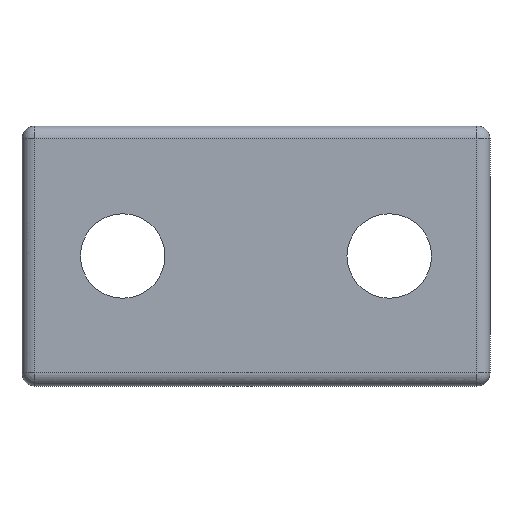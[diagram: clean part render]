
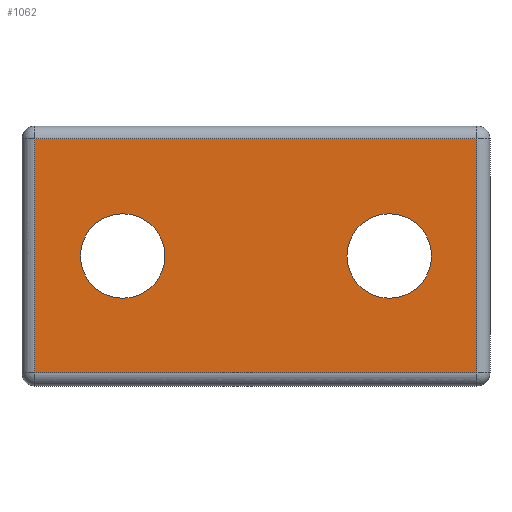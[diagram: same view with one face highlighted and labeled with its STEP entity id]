
A CAD part, front view. The second image highlights one B-rep face of the part: STEP entity #1062.
In plain terms, the highlighted planar face has unit normal (0, -1, 0).
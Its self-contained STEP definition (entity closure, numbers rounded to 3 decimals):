
#29=FACE_BOUND('',#403,.T.);
#30=FACE_BOUND('',#404,.T.);
#54=PLANE('',#1205);
#127=LINE('',#1819,#211);
#129=LINE('',#1822,#213);
#131=LINE('',#1825,#215);
#135=LINE('',#1831,#219);
#211=VECTOR('',#1512,10.);
#213=VECTOR('',#1516,10.);
#215=VECTOR('',#1520,10.);
#219=VECTOR('',#1528,10.);
#320=FACE_OUTER_BOUND('',#402,.T.);
#402=EDGE_LOOP('',(#965,#966,#967,#968));
#403=EDGE_LOOP('',(#969));
#404=EDGE_LOOP('',(#970));
#465=CIRCLE('',#1206,1.625);
#466=CIRCLE('',#1207,1.625);
#520=VERTEX_POINT('',#1743);
#523=VERTEX_POINT('',#1750);
#529=VERTEX_POINT('',#1764);
#535=VERTEX_POINT('',#1784);
#545=VERTEX_POINT('',#1843);
#546=VERTEX_POINT('',#1845);
#675=EDGE_CURVE('',#523,#535,#127,.T.);
#677=EDGE_CURVE('',#535,#529,#129,.T.);
#679=EDGE_CURVE('',#529,#520,#131,.T.);
#683=EDGE_CURVE('',#520,#523,#135,.T.);
#687=EDGE_CURVE('',#545,#545,#465,.T.);
#688=EDGE_CURVE('',#546,#546,#466,.T.);
#965=ORIENTED_EDGE('',*,*,#675,.F.);
#966=ORIENTED_EDGE('',*,*,#683,.F.);
#967=ORIENTED_EDGE('',*,*,#679,.F.);
#968=ORIENTED_EDGE('',*,*,#677,.F.);
#969=ORIENTED_EDGE('',*,*,#687,.T.);
#970=ORIENTED_EDGE('',*,*,#688,.T.);
#1062=ADVANCED_FACE('',(#320,#29,#30),#54,.F.);
#1205=AXIS2_PLACEMENT_3D('',#1842,#1544,#1545);
#1206=AXIS2_PLACEMENT_3D('',#1844,#1546,#1547);
#1207=AXIS2_PLACEMENT_3D('',#1846,#1548,#1549);
#1512=DIRECTION('',(-1.,0.,0.));
#1516=DIRECTION('',(0.,0.,1.));
#1520=DIRECTION('',(1.,0.,0.));
#1528=DIRECTION('',(0.,0.,-1.));
#1544=DIRECTION('center_axis',(0.,1.,0.));
#1545=DIRECTION('ref_axis',(1.,0.,0.));
#1546=DIRECTION('center_axis',(0.,1.,0.));
#1547=DIRECTION('ref_axis',(1.,0.,0.));
#1548=DIRECTION('center_axis',(0.,1.,0.));
#1549=DIRECTION('ref_axis',(1.,0.,0.));
#1743=CARTESIAN_POINT('',(17.5,-3.,-0.5));
#1750=CARTESIAN_POINT('',(17.5,-3.,-9.5));
#1764=CARTESIAN_POINT('',(0.5,-3.,-0.5));
#1784=CARTESIAN_POINT('',(0.5,-3.,-9.5));
#1819=CARTESIAN_POINT('',(4.5,-3.,-9.5));
#1822=CARTESIAN_POINT('',(0.5,-3.,-2.5));
#1825=CARTESIAN_POINT('',(13.5,-3.,-0.5));
#1831=CARTESIAN_POINT('',(17.5,-3.,-7.5));
#1842=CARTESIAN_POINT('Origin',(9.,-3.,-5.));
#1843=CARTESIAN_POINT('',(12.5,-3.,-5.));
#1844=CARTESIAN_POINT('Origin',(14.125,-3.,-5.));
#1845=CARTESIAN_POINT('',(2.25,-3.,-5.));
#1846=CARTESIAN_POINT('Origin',(3.875,-3.,-5.));
